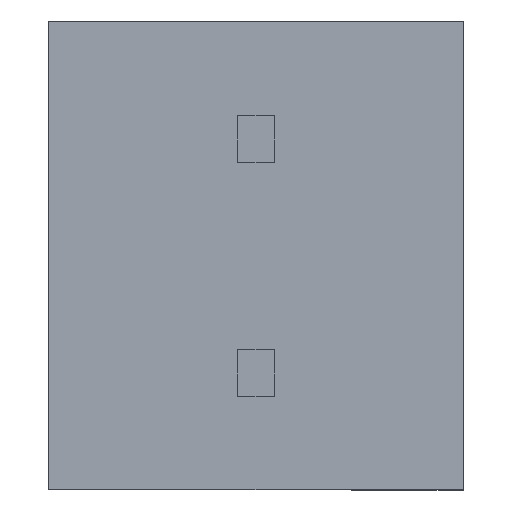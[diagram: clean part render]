
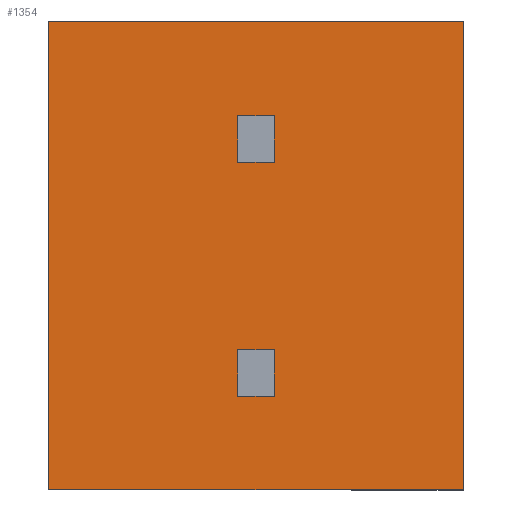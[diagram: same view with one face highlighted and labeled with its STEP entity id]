
A CAD part, front view. The second image highlights one B-rep face of the part: STEP entity #1354.
In plain terms, the highlighted planar face has unit normal (0, -1, 0).
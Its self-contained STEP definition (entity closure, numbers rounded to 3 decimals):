
#15 = PLANE ( 'NONE',  #760 ) ;
#16 = CARTESIAN_POINT ( 'NONE',  ( 0., 0., 0. ) ) ;
#17 = DIRECTION ( 'NONE',  ( 0., -1., 0. ) ) ;
#18 = DIRECTION ( 'NONE',  ( 0., 0., -1. ) ) ;
#51 = LINE ( 'NONE', #52, #795 ) ;
#52 = CARTESIAN_POINT ( 'NONE',  ( 4.666, 0., -10.16 ) ) ;
#53 = DIRECTION ( 'NONE',  ( 1., 0., 0. ) ) ;
#55 = LINE ( 'NONE', #56, #728 ) ;
#56 = CARTESIAN_POINT ( 'NONE',  ( 0., 0., 0. ) ) ;
#57 = DIRECTION ( 'NONE',  ( 0., 0., -1. ) ) ;
#124 = LINE ( 'NONE', #125, #726 ) ;
#125 = CARTESIAN_POINT ( 'NONE',  ( 0., 0., 0. ) ) ;
#126 = DIRECTION ( 'NONE',  ( -1., 0., 0. ) ) ;
#157 = LINE ( 'NONE', #158, #766 ) ;
#158 = CARTESIAN_POINT ( 'NONE',  ( 4.9, 0., 0. ) ) ;
#159 = DIRECTION ( 'NONE',  ( 0., 0., -1. ) ) ;
#160 = LINE ( 'NONE', #161, #776 ) ;
#161 = CARTESIAN_POINT ( 'NONE',  ( 4.9, 0., 0. ) ) ;
#162 = DIRECTION ( 'NONE',  ( 0., 0., -1. ) ) ;
#190 = LINE ( 'NONE', #191, #632 ) ;
#191 = CARTESIAN_POINT ( 'NONE',  ( 4.9, 0., -3.04 ) ) ;
#192 = DIRECTION ( 'NONE',  ( 1., 0., 0. ) ) ;
#193 = LINE ( 'NONE', #194, #631 ) ;
#194 = CARTESIAN_POINT ( 'NONE',  ( 4.1, 0., -2.04 ) ) ;
#195 = DIRECTION ( 'NONE',  ( -1., 0., 0. ) ) ;
#211 = LINE ( 'NONE', #212, #623 ) ;
#212 = CARTESIAN_POINT ( 'NONE',  ( 4.1, 0., -7.12 ) ) ;
#213 = DIRECTION ( 'NONE',  ( -1., 0., 0. ) ) ;
#247 = LINE ( 'NONE', #248, #607 ) ;
#248 = CARTESIAN_POINT ( 'NONE',  ( 4.9, 0., -8.12 ) ) ;
#249 = DIRECTION ( 'NONE',  ( 1., 0., 0. ) ) ;
#262 = LINE ( 'NONE', #263, #617 ) ;
#263 = CARTESIAN_POINT ( 'NONE',  ( 4.1, 0., -7.62 ) ) ;
#264 = DIRECTION ( 'NONE',  ( 0., 0., -1. ) ) ;
#484 = EDGE_LOOP ( 'NONE', ( #2149, #2150, #2151, #2148 ) ) ;
#488 = EDGE_LOOP ( 'NONE', ( #718, #708, #2142, #2144 ) ) ;
#489 = EDGE_LOOP ( 'NONE', ( #2146, #2145, #2147, #2143 ) ) ;
#509 = CARTESIAN_POINT ( 'NONE',  ( 0., 0., 0. ) ) ;
#515 = CARTESIAN_POINT ( 'NONE',  ( 0., 0., -10.16 ) ) ;
#519 = CARTESIAN_POINT ( 'NONE',  ( 9., 0., -10.16 ) ) ;
#535 = CARTESIAN_POINT ( 'NONE',  ( 4.9, 0., -7.12 ) ) ;
#558 = LINE ( 'NONE', #559, #1021 ) ;
#559 = CARTESIAN_POINT ( 'NONE',  ( 9., 0., 0. ) ) ;
#560 = DIRECTION ( 'NONE',  ( 0., 0., -1. ) ) ;
#562 = CARTESIAN_POINT ( 'NONE',  ( 4.9, 0., -8.12 ) ) ;
#568 = CARTESIAN_POINT ( 'NONE',  ( 4.1, 0., -8.12 ) ) ;
#607 = VECTOR ( 'NONE', #249, 1000. ) ;
#617 = VECTOR ( 'NONE', #264, 1000. ) ;
#623 = VECTOR ( 'NONE', #213, 1000. ) ;
#631 = VECTOR ( 'NONE', #195, 1000. ) ;
#632 = VECTOR ( 'NONE', #192, 1000. ) ;
#640 = VERTEX_POINT ( 'NONE', #509 ) ;
#646 = VERTEX_POINT ( 'NONE', #515 ) ;
#650 = VERTEX_POINT ( 'NONE', #519 ) ;
#666 = VERTEX_POINT ( 'NONE', #535 ) ;
#678 = EDGE_CURVE ( 'NONE', #1775, #650, #558, .T. ) ;
#708 = ORIENTED_EDGE ( 'NONE', *, *, #1364, .T. ) ;
#718 = ORIENTED_EDGE ( 'NONE', *, *, #1387, .T. ) ;
#726 = VECTOR ( 'NONE', #126, 1000. ) ;
#728 = VECTOR ( 'NONE', #57, 1000. ) ;
#749 = FACE_BOUND ( 'NONE', #484, .T. ) ;
#756 = FACE_OUTER_BOUND ( 'NONE', #488, .T. ) ;
#760 = AXIS2_PLACEMENT_3D ( 'NONE', #16, #17, #18 ) ;
#766 = VECTOR ( 'NONE', #159, 1000. ) ;
#776 = VECTOR ( 'NONE', #162, 1000. ) ;
#790 = FACE_BOUND ( 'NONE', #489, .T. ) ;
#795 = VECTOR ( 'NONE', #53, 1000. ) ;
#822 = VERTEX_POINT ( 'NONE', #562 ) ;
#959 = LINE ( 'NONE', #960, #2030 ) ;
#960 = CARTESIAN_POINT ( 'NONE',  ( 4.1, 0., -2.54 ) ) ;
#961 = DIRECTION ( 'NONE',  ( 0., 0., -1. ) ) ;
#970 = CARTESIAN_POINT ( 'NONE',  ( 4.9, 0., -2.04 ) ) ;
#989 = CARTESIAN_POINT ( 'NONE',  ( 4.1, 0., -3.04 ) ) ;
#999 = CARTESIAN_POINT ( 'NONE',  ( 4.1, 0., -2.04 ) ) ;
#1001 = CARTESIAN_POINT ( 'NONE',  ( 4.1, 0., -7.12 ) ) ;
#1010 = CARTESIAN_POINT ( 'NONE',  ( 9., 0., 0. ) ) ;
#1021 = VECTOR ( 'NONE', #560, 1000. ) ;
#1201 = VERTEX_POINT ( 'NONE', #568 ) ;
#1249 = VERTEX_POINT ( 'NONE', #1598 ) ;
#1354 = ADVANCED_FACE ( 'NONE', ( #756, #790, #749 ), #15, .T. ) ;
#1363 = EDGE_CURVE ( 'NONE', #646, #650, #51, .T. ) ;
#1364 = EDGE_CURVE ( 'NONE', #640, #646, #55, .T. ) ;
#1387 = EDGE_CURVE ( 'NONE', #1775, #640, #124, .T. ) ;
#1398 = EDGE_CURVE ( 'NONE', #1734, #1249, #157, .T. ) ;
#1399 = EDGE_CURVE ( 'NONE', #666, #822, #160, .T. ) ;
#1409 = EDGE_CURVE ( 'NONE', #1754, #1249, #190, .T. ) ;
#1410 = EDGE_CURVE ( 'NONE', #1734, #1764, #193, .T. ) ;
#1416 = EDGE_CURVE ( 'NONE', #666, #1766, #211, .T. ) ;
#1429 = EDGE_CURVE ( 'NONE', #1201, #822, #247, .T. ) ;
#1434 = EDGE_CURVE ( 'NONE', #1766, #1201, #262, .T. ) ;
#1553 = EDGE_CURVE ( 'NONE', #1764, #1754, #959, .T. ) ;
#1598 = CARTESIAN_POINT ( 'NONE',  ( 4.9, 0., -3.04 ) ) ;
#1734 = VERTEX_POINT ( 'NONE', #970 ) ;
#1754 = VERTEX_POINT ( 'NONE', #989 ) ;
#1764 = VERTEX_POINT ( 'NONE', #999 ) ;
#1766 = VERTEX_POINT ( 'NONE', #1001 ) ;
#1775 = VERTEX_POINT ( 'NONE', #1010 ) ;
#2030 = VECTOR ( 'NONE', #961, 1000. ) ;
#2142 = ORIENTED_EDGE ( 'NONE', *, *, #1363, .T. ) ;
#2143 = ORIENTED_EDGE ( 'NONE', *, *, #1553, .F. ) ;
#2144 = ORIENTED_EDGE ( 'NONE', *, *, #678, .F. ) ;
#2145 = ORIENTED_EDGE ( 'NONE', *, *, #1398, .T. ) ;
#2146 = ORIENTED_EDGE ( 'NONE', *, *, #1410, .F. ) ;
#2147 = ORIENTED_EDGE ( 'NONE', *, *, #1409, .F. ) ;
#2148 = ORIENTED_EDGE ( 'NONE', *, *, #1434, .F. ) ;
#2149 = ORIENTED_EDGE ( 'NONE', *, *, #1416, .F. ) ;
#2150 = ORIENTED_EDGE ( 'NONE', *, *, #1399, .T. ) ;
#2151 = ORIENTED_EDGE ( 'NONE', *, *, #1429, .F. ) ;
